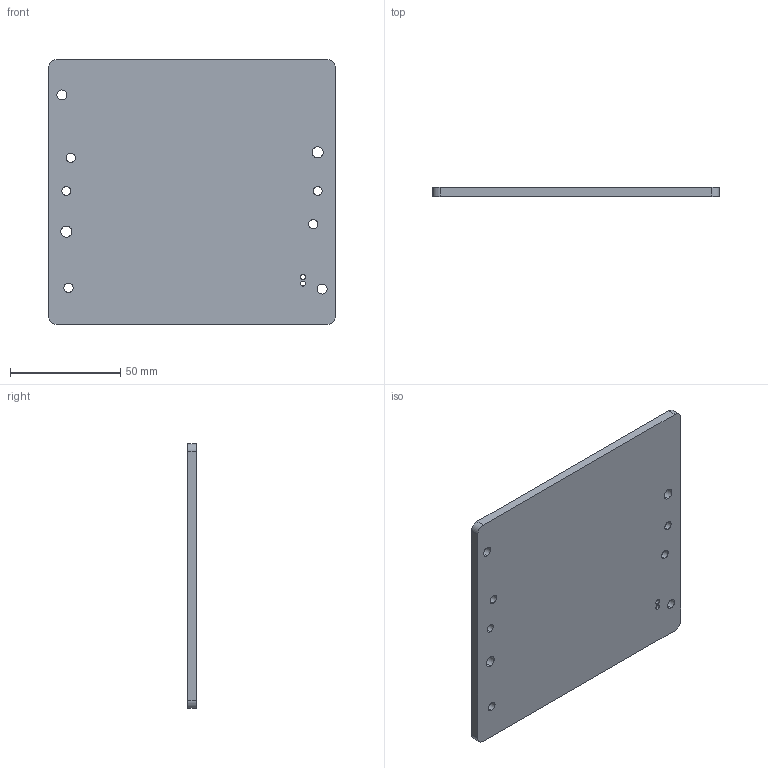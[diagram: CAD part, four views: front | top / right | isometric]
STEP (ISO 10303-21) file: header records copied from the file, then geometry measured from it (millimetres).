
FILE_DESCRIPTION (( 'STEP AP214' ), '1' );
FILE_NAME ('INGUN_41867.STEP', '2024-09-11T13:56:11', ( '' ), ( '' ), 'SwSTEP 2.0', 'SolidWorks 2021', '' );
FILE_SCHEMA (( 'AUTOMOTIVE_DESIGN' ));
Length unit declared in the file: millimetre
Products named in the file (1): INGUN_41867
Bounding box: 130 x 4 x 120 mm (x, y, z)
Volume: 61773.6 mm3; surface area: 33418.2 mm2
Topology: 1 solids, 1 shells, 32 faces, 90 edges, 60 vertices
Faces by surface type: cylinder 26, plane 6
Entity records: 1188 total; most frequent: DIRECTION 208, CARTESIAN_POINT 183, ORIENTED_EDGE 180, EDGE_CURVE 90, AXIS2_PLACEMENT_3D 85, VERTEX_POINT 60, EDGE_LOOP 54, CIRCLE 52
